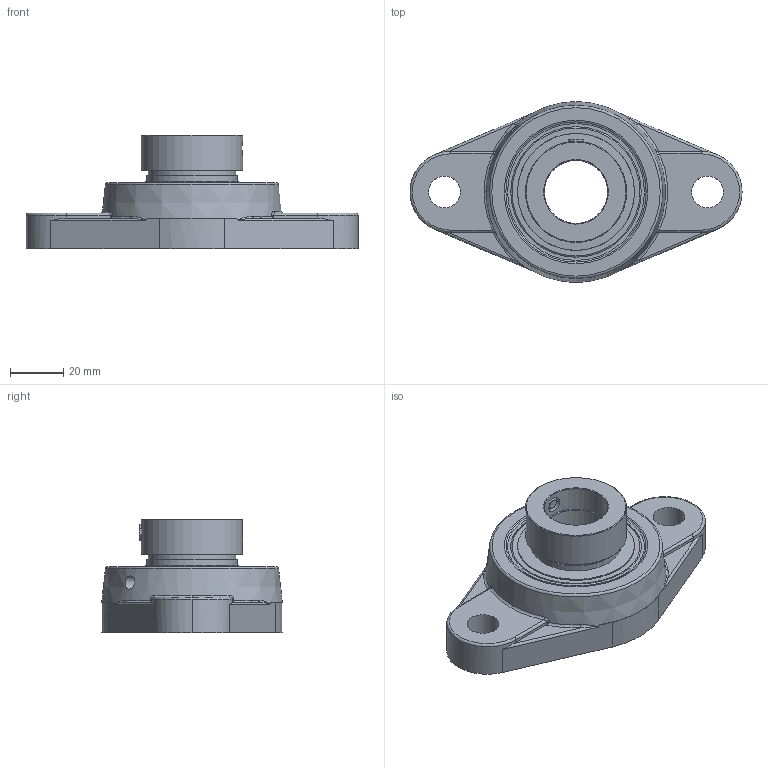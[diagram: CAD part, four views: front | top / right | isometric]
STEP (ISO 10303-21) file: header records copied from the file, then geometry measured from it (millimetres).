
FILE_DESCRIPTION(('HOOPS Exchange Step'),'2;1');
FILE_NAME('export-63274D96-7935-453D-8115-4E90C24FB162.stp','2019-12-13T09:11:31-08:00',('ibuslach'),('Alibre'),'HOOPS Exchange 2019.2','Alibre','Unknown authorisation');
FILE_SCHEMA( ('AP242_MANAGED_MODEL_BASED_3D_ENGINEERING_MIM_LF {1 0 10303 442 1 1 4 }') );
Length unit declared in the file: centimetre
Products named in the file (7): M6 SETSCREW; SNC 205-15 RACES; SNC 205-15 COLLAR; SNC 205 SHIELD; MRN SNC 205-15; MRN SFT 205; MRN SNCFT 205 -15
Assembly tree (7 placements, depth 3):
  MRN SNCFT 205 -15
    MRN SNC 205-15
      M6 SETSCREW
      SNC 205-15 RACES
      SNC 205-15 COLLAR
      SNC 205 SHIELD  x2
    MRN SFT 205
Bounding box: 125 x 68 x 42.91 mm (x, y, z)
Volume: 89792.3 mm3; surface area: 41083.9 mm2
Topology: 17 solids, 17 shells, 172 faces, 470 edges, 308 vertices
Faces by surface type: plane 50, cylinder 49, torus 26, sphere 18, bspline 16, cone 13
Full cylindrical faces by diameter (mm): 2.008 x2, 5 x1, 5.994 x2, 6 x1, 12 x2, 23.812 x2, 30.683 x2, 33.02 x4, 34.036 x2, 38.1 x1, 43.993 x2, 44.063 x2, 55.143 x1
Entity records: 13161 total; most frequent: CARTESIAN_POINT 8886, DIRECTION 884, ORIENTED_EDGE 846, EDGE_CURVE 423, AXIS2_PLACEMENT_3D 384, VERTEX_POINT 294, CIRCLE 214, EDGE_LOOP 191
